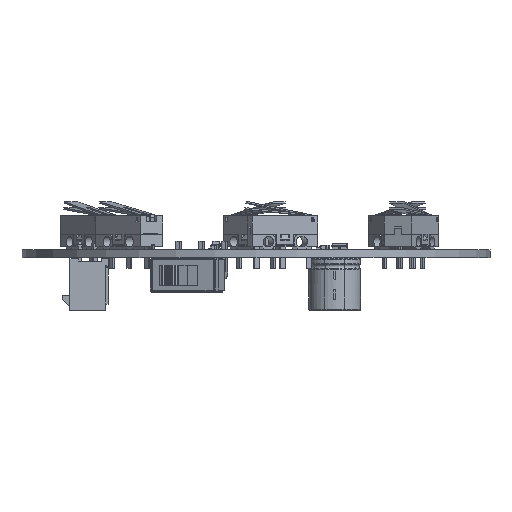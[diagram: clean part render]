
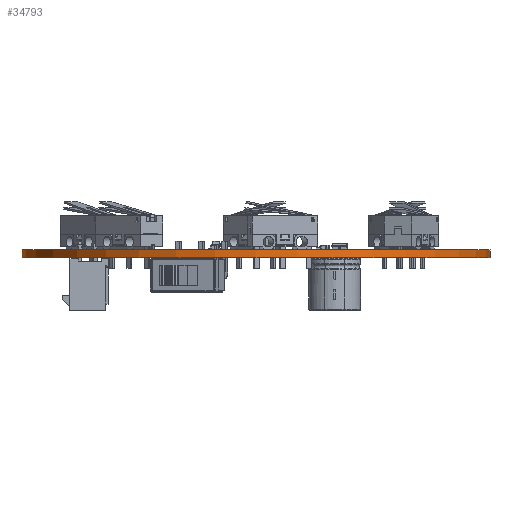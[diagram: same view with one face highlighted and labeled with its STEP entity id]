
A CAD part, front view. The second image highlights one B-rep face of the part: STEP entity #34793.
In plain terms, the highlighted cylindrical face has radius 45 mm (diameter 90 mm), a full revolution.
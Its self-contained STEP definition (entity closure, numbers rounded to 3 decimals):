
#34793 = ADVANCED_FACE('',(#34794),#34821,.T.);
#34794 = FACE_BOUND('',#34795,.F.);
#34795 = EDGE_LOOP('',(#34796,#34806,#34813,#34814));
#34796 = ORIENTED_EDGE('',*,*,#34797,.T.);
#34797 = EDGE_CURVE('',#34798,#34800,#34802,.T.);
#34798 = VERTEX_POINT('',#34799);
#34799 = CARTESIAN_POINT('',(185.,-100.,0.));
#34800 = VERTEX_POINT('',#34801);
#34801 = CARTESIAN_POINT('',(185.,-100.,1.51));
#34802 = LINE('',#34803,#34804);
#34803 = CARTESIAN_POINT('',(185.,-100.,0.));
#34804 = VECTOR('',#34805,1.);
#34805 = DIRECTION('',(0.,0.,1.));
#34806 = ORIENTED_EDGE('',*,*,#34807,.T.);
#34807 = EDGE_CURVE('',#34800,#34800,#34808,.T.);
#34808 = CIRCLE('',#34809,45.);
#34809 = AXIS2_PLACEMENT_3D('',#34810,#34811,#34812);
#34810 = CARTESIAN_POINT('',(140.,-100.,1.51));
#34811 = DIRECTION('',(0.,0.,1.));
#34812 = DIRECTION('',(1.,0.,-0.));
#34813 = ORIENTED_EDGE('',*,*,#34797,.F.);
#34814 = ORIENTED_EDGE('',*,*,#34815,.F.);
#34815 = EDGE_CURVE('',#34798,#34798,#34816,.T.);
#34816 = CIRCLE('',#34817,45.);
#34817 = AXIS2_PLACEMENT_3D('',#34818,#34819,#34820);
#34818 = CARTESIAN_POINT('',(140.,-100.,0.));
#34819 = DIRECTION('',(0.,0.,1.));
#34820 = DIRECTION('',(1.,0.,-0.));
#34821 = CYLINDRICAL_SURFACE('',#34822,45.);
#34822 = AXIS2_PLACEMENT_3D('',#34823,#34824,#34825);
#34823 = CARTESIAN_POINT('',(140.,-100.,0.));
#34824 = DIRECTION('',(-0.,-0.,-1.));
#34825 = DIRECTION('',(1.,0.,-0.));
